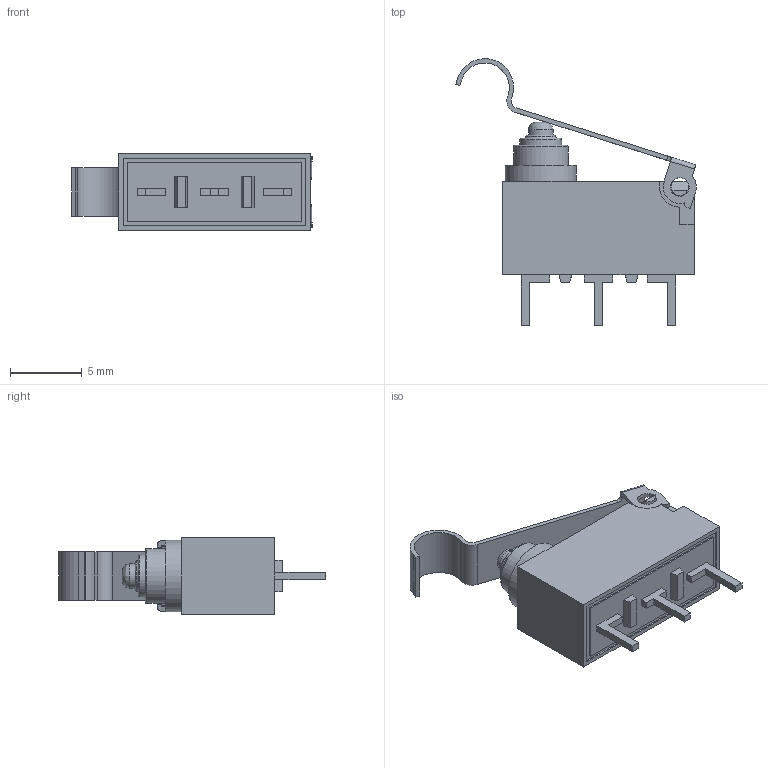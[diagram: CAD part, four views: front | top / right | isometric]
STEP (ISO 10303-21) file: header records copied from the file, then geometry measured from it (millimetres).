
FILE_DESCRIPTION((''),'2;1');
FILE_NAME('WS0850102F070PA.stp','2018-04-16T09:46:56',('mroman'),(''),'Autodesk Inventor 2012','Autodesk Inventor 2012','');
FILE_SCHEMA(('CONFIG_CONTROL_DESIGN'));
Length unit declared in the file: inch
Products named in the file (1): WS0850102F070PA
Bounding box: 16.72 x 18.52 x 5.3 mm (x, y, z)
Volume: 522.5 mm3; surface area: 649.3 mm2
Topology: 2 solids, 2 shells, 177 faces, 459 edges, 303 vertices
Faces by surface type: plane 117, cylinder 53, torus 6, bspline 1
Full cylindrical faces by diameter (mm): 1.3 x2, 1.7 x1, 2.9 x1, 3.8 x1, 4.5 x1, 4.95 x1
Entity records: 5399 total; most frequent: CARTESIAN_POINT 968, DIRECTION 916, ORIENTED_EDGE 888, EDGE_CURVE 444, VECTOR 326, LINE 326, VERTEX_POINT 302, AXIS2_PLACEMENT_3D 295
